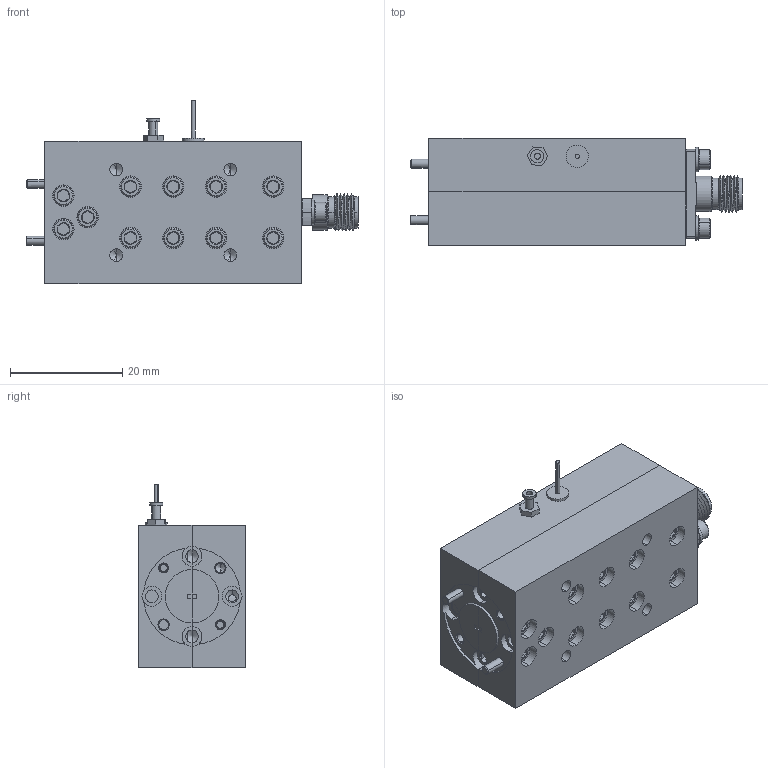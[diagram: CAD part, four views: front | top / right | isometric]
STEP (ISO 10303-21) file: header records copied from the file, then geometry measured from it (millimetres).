
FILE_DESCRIPTION (( 'STEP AP214' ), '1' );
FILE_NAME ('FA-SD-2CW-A-1.8 Defeatured.STEP', '2023-01-05T17:49:19', ( '' ), ( '' ), 'SwSTEP 2.0', 'SolidWorks 2021', '' );
FILE_SCHEMA (( 'AUTOMOTIVE_DESIGN' ));
Length unit declared in the file: inch
Products named in the file (1): FA-SD-2CW-A-1.8 Defeatured
Bounding box: 59.12 x 19.05 x 32.64 mm (x, y, z)
Volume: 22238.3 mm3; surface area: 13234.1 mm2
Topology: 7 solids, 12 shells, 1620 faces, 4329 edges, 2780 vertices
Faces by surface type: cylinder 1013, plane 326, cone 251, bspline 28, torus 2
Entity records: 93159 total; most frequent: CARTESIAN_POINT 36904, ORIENTED_EDGE 8598, DIRECTION 6449, EDGE_CURVE 4299, VERTEX_POINT 2780, AXIS2_PLACEMENT_3D 2395, EDGE_LOOP 1743, VECTOR 1659
